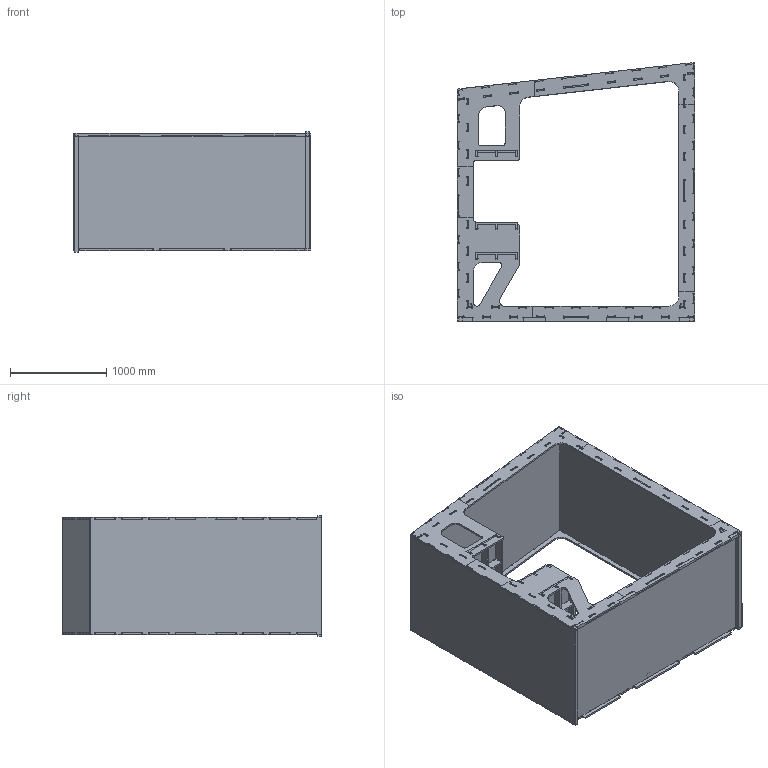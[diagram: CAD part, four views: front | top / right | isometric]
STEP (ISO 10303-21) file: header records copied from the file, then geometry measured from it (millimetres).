
FILE_DESCRIPTION( ( '' ), ' ' );
FILE_NAME( '5b2843dd28271d0ed7e6921f.step', '2018-06-18T23:44:30', ( '' ), ( '' ), ' ', ' ', ' ' );
FILE_SCHEMA( ( 'AUTOMOTIVE_DESIGN { 1 0 10303 214 1 1 1 1 }' ) );
Length unit declared in the file: metre
Products named in the file (24): Desk <2>; Part 1; Desk <1>; Desk <3>; Assem1
Assembly tree (53 placements, depth 3):
  Assem1
    Part 1  x4
    Part 1
    Part 1
    Part 1
    Part 1
    Part 1
    Part 1  x2
    Part 1  x4
    Part 1
    Part 1  x2
    Part 1  x2
    Part 1  x2
    Part 1  x2
    Part 1  x2
    Part 1  x2
    Part 1
    Desk <1>
      Part 1
      Part 1
      Part 1  x3
      Part 1  x2
    Desk <2>
      Part 1
      Part 1
      Part 1  x3
      Part 1  x2
    Desk <3>
      Part 1
      Part 1
      Part 1  x3
      Part 1  x2
Bounding box: 2464.31 x 2689.49 x 1255.62 mm (x, y, z)
Volume: 439023938.5 mm3; surface area: 63119281 mm2
Topology: 50 solids, 50 shells, 3538 faces, 10314 edges, 6876 vertices
Faces by surface type: plane 2028, cylinder 1510
Full cylindrical faces by diameter (mm): 12.7 x4
Entity records: 58950 total; most frequent: DIRECTION 10070, CARTESIAN_POINT 10067, ORIENTED_EDGE 9968, EDGE_CURVE 4984, LINE 3416, VECTOR 3416, AXIS2_PLACEMENT_3D 3327, VERTEX_POINT 3324
